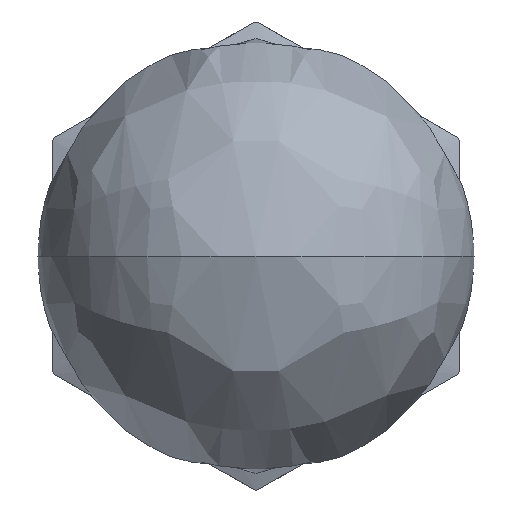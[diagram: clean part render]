
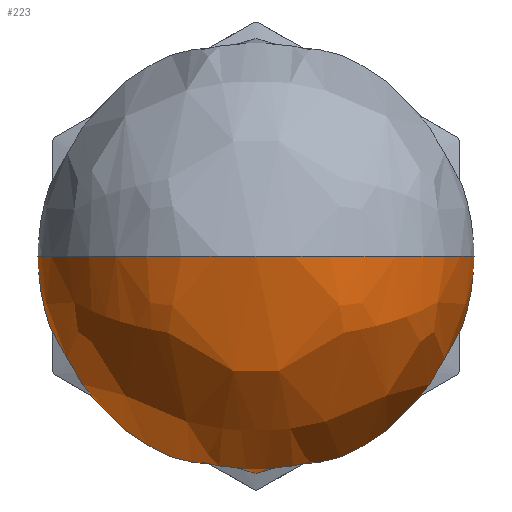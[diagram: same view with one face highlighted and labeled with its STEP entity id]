
A CAD part, front view. The second image highlights one B-rep face of the part: STEP entity #223.
In plain terms, the highlighted free-form (B-spline) face has degree [3, 3] with [4, 4] control points.
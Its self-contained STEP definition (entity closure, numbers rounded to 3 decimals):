
#124 = DIRECTION ( 'NONE',  ( -1., 0., 0. ) ) ;
#125 = DIRECTION ( 'NONE',  ( 0., 0., -1. ) ) ;
#126 = CARTESIAN_POINT ( 'NONE',  ( 0., -14.5, 0. ) ) ;
#161 = CARTESIAN_POINT ( 'NONE',  ( -6., -10., 0. ) ) ;
#223 = ADVANCED_FACE ( 'NONE', ( #734 ), #1146, .T. ) ;
#232 = DIRECTION ( 'NONE',  ( -1., 0., 0. ) ) ;
#234 = DIRECTION ( 'NONE',  ( 0., 1., 0. ) ) ;
#235 = CARTESIAN_POINT ( 'NONE',  ( 0., -10., 0. ) ) ;
#238 = CIRCLE ( 'NONE', #579, 7.5 ) ;
#344 = EDGE_LOOP ( 'NONE', ( #1097, #1163, #1440, #643 ) ) ;
#352 = VERTEX_POINT ( 'NONE', #735 ) ;
#385 = CARTESIAN_POINT ( 'NONE',  ( 6., -10., 0. ) ) ;
#516 = AXIS2_PLACEMENT_3D ( 'NONE', #677, #676, #675 ) ;
#550 = AXIS2_PLACEMENT_3D ( 'NONE', #235, #234, #232 ) ;
#558 = EDGE_CURVE ( 'NONE', #352, #611, #1278, .T. ) ;
#561 = AXIS2_PLACEMENT_3D ( 'NONE', #126, #125, #124 ) ;
#579 = AXIS2_PLACEMENT_3D ( 'NONE', #935, #905, #859 ) ;
#611 = VERTEX_POINT ( 'NONE', #663 ) ;
#643 = ORIENTED_EDGE ( 'NONE', *, *, #1190, .T. ) ;
#663 = CARTESIAN_POINT ( 'NONE',  ( 7.5, -14.5, 0. ) ) ;
#675 = DIRECTION ( 'NONE',  ( -1., 0., 0. ) ) ;
#676 = DIRECTION ( 'NONE',  ( 0., 0., 1. ) ) ;
#677 = CARTESIAN_POINT ( 'NONE',  ( 0., -14.5, 0. ) ) ;
#734 = FACE_OUTER_BOUND ( 'NONE', #344, .T. ) ;
#735 = CARTESIAN_POINT ( 'NONE',  ( -7.5, -14.5, 0. ) ) ;
#859 = DIRECTION ( 'NONE',  ( -1., 0., 0. ) ) ;
#873 = CARTESIAN_POINT ( 'NONE',  ( 7.5, -14.5, 0. ) ) ;
#874 = CARTESIAN_POINT ( 'NONE',  ( 7.5, -14.5, 0. ) ) ;
#878 = CARTESIAN_POINT ( 'NONE',  ( 7.5, -14.5, 0. ) ) ;
#881 = CARTESIAN_POINT ( 'NONE',  ( 7.5, -14.5, 0. ) ) ;
#882 = CARTESIAN_POINT ( 'NONE',  ( 7.5, -29.5, 0. ) ) ;
#884 = CARTESIAN_POINT ( 'NONE',  ( 7.5, -29.5, -30. ) ) ;
#885 = CARTESIAN_POINT ( 'NONE',  ( 7.5, 0.5, -30. ) ) ;
#887 = CARTESIAN_POINT ( 'NONE',  ( 7.5, 0.5, 0. ) ) ;
#889 = CARTESIAN_POINT ( 'NONE',  ( -7.5, -29.5, 0. ) ) ;
#893 = CARTESIAN_POINT ( 'NONE',  ( -7.5, -29.5, -30. ) ) ;
#898 = CARTESIAN_POINT ( 'NONE',  ( -7.5, 0.5, -30. ) ) ;
#899 = CARTESIAN_POINT ( 'NONE',  ( -7.5, 0.5, 0. ) ) ;
#902 = CARTESIAN_POINT ( 'NONE',  ( -7.5, -14.5, 0. ) ) ;
#904 = CARTESIAN_POINT ( 'NONE',  ( -7.5, -14.5, 0. ) ) ;
#905 = DIRECTION ( 'NONE',  ( 0., 0., -1. ) ) ;
#910 = CARTESIAN_POINT ( 'NONE',  ( -7.5, -14.5, 0. ) ) ;
#927 = CARTESIAN_POINT ( 'NONE',  ( -7.5, -14.5, 0. ) ) ;
#935 = CARTESIAN_POINT ( 'NONE',  ( 0., -14.5, 0. ) ) ;
#949 = VERTEX_POINT ( 'NONE', #385 ) ;
#1073 = EDGE_CURVE ( 'NONE', #949, #1182, #1193, .T. ) ;
#1097 = ORIENTED_EDGE ( 'NONE', *, *, #558, .F. ) ;
#1146 =( BOUNDED_SURFACE ( )  B_SPLINE_SURFACE ( 3, 3, ( 
 ( #910, #927, #904, #902 ),
 ( #899, #898, #893, #889 ),
 ( #887, #885, #884, #882 ),
 ( #881, #878, #874, #873 ) ),
 .UNSPECIFIED., .F., .F., .T. ) 
 B_SPLINE_SURFACE_WITH_KNOTS ( ( 4, 4 ),
 ( 4, 4 ),
 ( 0., 1. ),
 ( 0., 1. ),
 .UNSPECIFIED. ) 
 GEOMETRIC_REPRESENTATION_ITEM ( )  RATIONAL_B_SPLINE_SURFACE ( (
 ( 1., 0.333, 0.333, 1.),
 ( 0.333, 0.111, 0.111, 0.333),
 ( 0.333, 0.111, 0.111, 0.333),
 ( 1., 0.333, 0.333, 1.) ) ) 
 REPRESENTATION_ITEM ( '' )  SURFACE ( )  );
#1163 = ORIENTED_EDGE ( 'NONE', *, *, #1385, .T. ) ;
#1182 = VERTEX_POINT ( 'NONE', #161 ) ;
#1190 = EDGE_CURVE ( 'NONE', #949, #611, #1340, .T. ) ;
#1193 = CIRCLE ( 'NONE', #550, 6. ) ;
#1278 = CIRCLE ( 'NONE', #516, 7.5 ) ;
#1340 = CIRCLE ( 'NONE', #561, 7.5 ) ;
#1385 = EDGE_CURVE ( 'NONE', #352, #1182, #238, .T. ) ;
#1440 = ORIENTED_EDGE ( 'NONE', *, *, #1073, .F. ) ;
